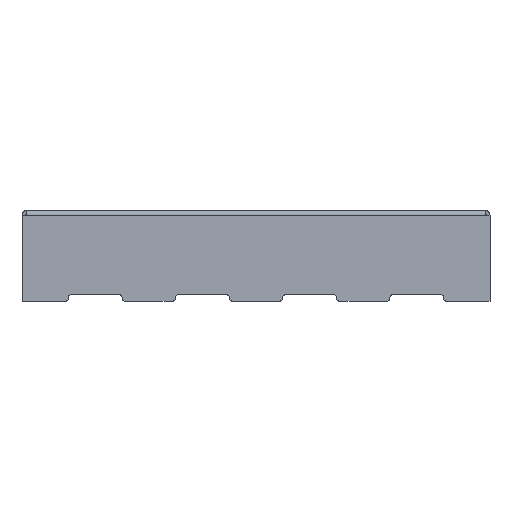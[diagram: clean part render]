
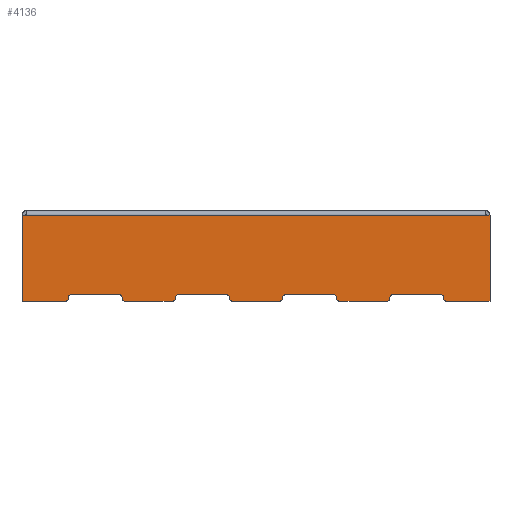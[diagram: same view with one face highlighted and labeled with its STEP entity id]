
A CAD part, left-side view. The second image highlights one B-rep face of the part: STEP entity #4136.
In plain terms, the highlighted planar face has unit normal (-1, 0, 0).
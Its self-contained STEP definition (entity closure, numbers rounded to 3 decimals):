
#20=CIRCLE('',#4210,0.2);
#22=CIRCLE('',#4213,0.2);
#24=CIRCLE('',#4216,0.2);
#26=CIRCLE('',#4219,0.2);
#28=CIRCLE('',#4222,0.2);
#30=CIRCLE('',#4225,0.2);
#32=CIRCLE('',#4228,0.2);
#34=CIRCLE('',#4231,0.2);
#36=CIRCLE('',#4234,0.2);
#38=CIRCLE('',#4237,0.2);
#40=CIRCLE('',#4240,0.2);
#42=CIRCLE('',#4243,0.2);
#44=CIRCLE('',#4246,0.2);
#46=CIRCLE('',#4249,0.2);
#48=CIRCLE('',#4252,0.2);
#50=CIRCLE('',#4255,0.2);
#1311=ORIENTED_EDGE('',*,*,#2040,.T.);
#1312=ORIENTED_EDGE('',*,*,#1656,.F.);
#1313=ORIENTED_EDGE('',*,*,#1661,.T.);
#1314=ORIENTED_EDGE('',*,*,#1835,.F.);
#1315=ORIENTED_EDGE('',*,*,#1649,.T.);
#1316=ORIENTED_EDGE('',*,*,#1654,.F.);
#1317=ORIENTED_EDGE('',*,*,#2045,.T.);
#1318=ORIENTED_EDGE('',*,*,#1642,.F.);
#1319=ORIENTED_EDGE('',*,*,#1647,.T.);
#1320=ORIENTED_EDGE('',*,*,#1831,.F.);
#1321=ORIENTED_EDGE('',*,*,#1639,.T.);
#1322=ORIENTED_EDGE('',*,*,#1635,.F.);
#1323=ORIENTED_EDGE('',*,*,#2046,.T.);
#1324=ORIENTED_EDGE('',*,*,#1628,.F.);
#1325=ORIENTED_EDGE('',*,*,#1633,.T.);
#1326=ORIENTED_EDGE('',*,*,#1839,.T.);
#1327=ORIENTED_EDGE('',*,*,#1621,.T.);
#1328=ORIENTED_EDGE('',*,*,#1626,.F.);
#1329=ORIENTED_EDGE('',*,*,#2035,.T.);
#1330=ORIENTED_EDGE('',*,*,#1614,.F.);
#1331=ORIENTED_EDGE('',*,*,#1619,.T.);
#1332=ORIENTED_EDGE('',*,*,#1843,.T.);
#1333=ORIENTED_EDGE('',*,*,#1607,.T.);
#1334=ORIENTED_EDGE('',*,*,#1612,.F.);
#1335=ORIENTED_EDGE('',*,*,#2031,.T.);
#1336=ORIENTED_EDGE('',*,*,#1935,.T.);
#1337=ORIENTED_EDGE('',*,*,#1941,.T.);
#1338=ORIENTED_EDGE('',*,*,#2002,.F.);
#1339=ORIENTED_EDGE('',*,*,#1942,.T.);
#1340=ORIENTED_EDGE('',*,*,#1946,.T.);
#1607=EDGE_CURVE('',#2126,#2127,#20,.T.);
#1612=EDGE_CURVE('',#2130,#2127,#22,.T.);
#1614=EDGE_CURVE('',#2132,#2133,#24,.T.);
#1619=EDGE_CURVE('',#2132,#2136,#26,.T.);
#1621=EDGE_CURVE('',#2138,#2139,#28,.T.);
#1626=EDGE_CURVE('',#2142,#2139,#30,.T.);
#1628=EDGE_CURVE('',#2144,#2145,#32,.T.);
#1633=EDGE_CURVE('',#2144,#2148,#34,.T.);
#1635=EDGE_CURVE('',#2150,#2151,#36,.T.);
#1639=EDGE_CURVE('',#2154,#2151,#38,.T.);
#1642=EDGE_CURVE('',#2156,#2157,#40,.T.);
#1647=EDGE_CURVE('',#2156,#2160,#42,.T.);
#1649=EDGE_CURVE('',#2162,#2163,#44,.T.);
#1654=EDGE_CURVE('',#2166,#2163,#46,.T.);
#1656=EDGE_CURVE('',#2168,#2169,#48,.T.);
#1661=EDGE_CURVE('',#2168,#2172,#50,.T.);
#1831=EDGE_CURVE('',#2154,#2160,#2659,.T.);
#1835=EDGE_CURVE('',#2162,#2172,#2663,.T.);
#1839=EDGE_CURVE('',#2148,#2138,#2667,.T.);
#1843=EDGE_CURVE('',#2136,#2126,#2671,.T.);
#1935=EDGE_CURVE('',#2390,#2391,#2691,.T.);
#1941=EDGE_CURVE('',#2391,#2395,#2697,.T.);
#1942=EDGE_CURVE('',#2396,#2397,#2698,.T.);
#1946=EDGE_CURVE('',#2397,#2400,#2702,.T.);
#2002=EDGE_CURVE('',#2396,#2395,#2746,.T.);
#2031=EDGE_CURVE('',#2130,#2390,#2771,.T.);
#2035=EDGE_CURVE('',#2142,#2133,#2775,.T.);
#2040=EDGE_CURVE('',#2400,#2169,#2780,.T.);
#2045=EDGE_CURVE('',#2166,#2157,#2785,.T.);
#2046=EDGE_CURVE('',#2150,#2145,#2786,.T.);
#2126=VERTEX_POINT('',#6081);
#2127=VERTEX_POINT('',#6082);
#2130=VERTEX_POINT('',#6090);
#2132=VERTEX_POINT('',#6096);
#2133=VERTEX_POINT('',#6097);
#2136=VERTEX_POINT('',#6105);
#2138=VERTEX_POINT('',#6111);
#2139=VERTEX_POINT('',#6112);
#2142=VERTEX_POINT('',#6120);
#2144=VERTEX_POINT('',#6126);
#2145=VERTEX_POINT('',#6127);
#2148=VERTEX_POINT('',#6135);
#2150=VERTEX_POINT('',#6141);
#2151=VERTEX_POINT('',#6142);
#2154=VERTEX_POINT('',#6150);
#2156=VERTEX_POINT('',#6156);
#2157=VERTEX_POINT('',#6157);
#2160=VERTEX_POINT('',#6165);
#2162=VERTEX_POINT('',#6171);
#2163=VERTEX_POINT('',#6172);
#2166=VERTEX_POINT('',#6180);
#2168=VERTEX_POINT('',#6186);
#2169=VERTEX_POINT('',#6187);
#2172=VERTEX_POINT('',#6195);
#2390=VERTEX_POINT('',#6789);
#2391=VERTEX_POINT('',#6790);
#2395=VERTEX_POINT('',#6800);
#2396=VERTEX_POINT('',#6804);
#2397=VERTEX_POINT('',#6805);
#2400=VERTEX_POINT('',#6813);
#2659=LINE('',#6560,#3012);
#2663=LINE('',#6566,#3016);
#2667=LINE('',#6572,#3020);
#2671=LINE('',#6578,#3024);
#2691=LINE('',#6788,#3044);
#2697=LINE('',#6801,#3050);
#2698=LINE('',#6803,#3051);
#2702=LINE('',#6812,#3055);
#2746=LINE('',#6920,#3099);
#2771=LINE('',#6971,#3124);
#2775=LINE('',#6977,#3128);
#2780=LINE('',#6984,#3133);
#2785=LINE('',#6992,#3138);
#2786=LINE('',#6993,#3139);
#3012=VECTOR('',#5308,1000.);
#3016=VECTOR('',#5316,1000.);
#3020=VECTOR('',#5324,1000.);
#3024=VECTOR('',#5332,1000.);
#3044=VECTOR('',#5588,1000.);
#3050=VECTOR('',#5596,1000.);
#3051=VECTOR('',#5599,1000.);
#3055=VECTOR('',#5605,1000.);
#3099=VECTOR('',#5701,1000.);
#3124=VECTOR('',#5778,1000.);
#3128=VECTOR('',#5786,1000.);
#3133=VECTOR('',#5795,1000.);
#3138=VECTOR('',#5806,1000.);
#3139=VECTOR('',#5807,1000.);
#3430=EDGE_LOOP('',(#1311,#1312,#1313,#1314,#1315,#1316,#1317,#1318,#1319,
#1320,#1321,#1322,#1323,#1324,#1325,#1326,#1327,#1328,#1329,#1330,#1331,
#1332,#1333,#1334,#1335,#1336,#1337,#1338,#1339,#1340));
#3762=FACE_BOUND('',#3430,.T.);
#3914=PLANE('',#4587);
#4136=ADVANCED_FACE('',(#3762),#3914,.F.);
#4210=AXIS2_PLACEMENT_3D('',#6080,#4828,#4829);
#4213=AXIS2_PLACEMENT_3D('',#6092,#4837,#4838);
#4216=AXIS2_PLACEMENT_3D('',#6095,#4843,#4844);
#4219=AXIS2_PLACEMENT_3D('',#6107,#4852,#4853);
#4222=AXIS2_PLACEMENT_3D('',#6110,#4858,#4859);
#4225=AXIS2_PLACEMENT_3D('',#6122,#4867,#4868);
#4228=AXIS2_PLACEMENT_3D('',#6125,#4873,#4874);
#4231=AXIS2_PLACEMENT_3D('',#6137,#4882,#4883);
#4234=AXIS2_PLACEMENT_3D('',#6140,#4888,#4889);
#4237=AXIS2_PLACEMENT_3D('',#6149,#4896,#4897);
#4240=AXIS2_PLACEMENT_3D('',#6155,#4903,#4904);
#4243=AXIS2_PLACEMENT_3D('',#6167,#4912,#4913);
#4246=AXIS2_PLACEMENT_3D('',#6170,#4918,#4919);
#4249=AXIS2_PLACEMENT_3D('',#6182,#4927,#4928);
#4252=AXIS2_PLACEMENT_3D('',#6185,#4933,#4934);
#4255=AXIS2_PLACEMENT_3D('',#6197,#4942,#4943);
#4587=AXIS2_PLACEMENT_3D('',#6991,#5804,#5805);
#4828=DIRECTION('',(1.,0.,0.));
#4829=DIRECTION('',(0.,0.,-1.));
#4837=DIRECTION('',(1.,0.,0.));
#4838=DIRECTION('',(0.,0.,-1.));
#4843=DIRECTION('',(1.,0.,0.));
#4844=DIRECTION('',(0.,0.,-1.));
#4852=DIRECTION('',(1.,0.,0.));
#4853=DIRECTION('',(0.,0.,-1.));
#4858=DIRECTION('',(1.,0.,0.));
#4859=DIRECTION('',(0.,0.,-1.));
#4867=DIRECTION('',(1.,0.,0.));
#4868=DIRECTION('',(0.,0.,-1.));
#4873=DIRECTION('',(1.,0.,0.));
#4874=DIRECTION('',(0.,0.,-1.));
#4882=DIRECTION('',(1.,0.,0.));
#4883=DIRECTION('',(0.,0.,-1.));
#4888=DIRECTION('',(1.,0.,0.));
#4889=DIRECTION('',(0.,0.,-1.));
#4896=DIRECTION('',(1.,0.,0.));
#4897=DIRECTION('',(0.,0.,-1.));
#4903=DIRECTION('',(1.,0.,0.));
#4904=DIRECTION('',(0.,0.,-1.));
#4912=DIRECTION('',(1.,0.,0.));
#4913=DIRECTION('',(0.,0.,-1.));
#4918=DIRECTION('',(1.,0.,0.));
#4919=DIRECTION('',(0.,0.,-1.));
#4927=DIRECTION('',(1.,0.,0.));
#4928=DIRECTION('',(0.,0.,-1.));
#4933=DIRECTION('',(1.,0.,0.));
#4934=DIRECTION('',(0.,0.,-1.));
#4942=DIRECTION('',(1.,0.,0.));
#4943=DIRECTION('',(0.,0.,-1.));
#5308=DIRECTION('',(0.,1.,0.));
#5316=DIRECTION('',(0.,1.,0.));
#5324=DIRECTION('',(0.,-1.,0.));
#5332=DIRECTION('',(0.,-1.,0.));
#5588=DIRECTION('',(0.,0.,1.));
#5596=DIRECTION('',(0.,1.,0.));
#5599=DIRECTION('',(0.,1.,0.));
#5605=DIRECTION('',(0.,0.,-1.));
#5701=DIRECTION('',(0.,-1.,0.));
#5778=DIRECTION('',(0.,-1.,0.));
#5786=DIRECTION('',(0.,-1.,0.));
#5795=DIRECTION('',(0.,-1.,0.));
#5804=DIRECTION('',(1.,0.,0.));
#5805=DIRECTION('',(0.,0.,-1.));
#5806=DIRECTION('',(0.,-1.,0.));
#5807=DIRECTION('',(0.,-1.,0.));
#6080=CARTESIAN_POINT('',(-13.105,-10.3,0.2));
#6081=CARTESIAN_POINT('',(-13.105,-10.3,0.4));
#6082=CARTESIAN_POINT('',(-13.105,-10.5,0.2));
#6090=CARTESIAN_POINT('',(-13.105,-10.7,0.));
#6092=CARTESIAN_POINT('',(-13.105,-10.7,0.2));
#6095=CARTESIAN_POINT('',(-13.105,-7.3,0.2));
#6096=CARTESIAN_POINT('',(-13.105,-7.5,0.2));
#6097=CARTESIAN_POINT('',(-13.105,-7.3,0.));
#6105=CARTESIAN_POINT('',(-13.105,-7.7,0.4));
#6107=CARTESIAN_POINT('',(-13.105,-7.7,0.2));
#6110=CARTESIAN_POINT('',(-13.105,-4.3,0.2));
#6111=CARTESIAN_POINT('',(-13.105,-4.3,0.4));
#6112=CARTESIAN_POINT('',(-13.105,-4.5,0.2));
#6120=CARTESIAN_POINT('',(-13.105,-4.7,0.));
#6122=CARTESIAN_POINT('',(-13.105,-4.7,0.2));
#6125=CARTESIAN_POINT('',(-13.105,-1.3,0.2));
#6126=CARTESIAN_POINT('',(-13.105,-1.5,0.2));
#6127=CARTESIAN_POINT('',(-13.105,-1.3,0.));
#6135=CARTESIAN_POINT('',(-13.105,-1.7,0.4));
#6137=CARTESIAN_POINT('',(-13.105,-1.7,0.2));
#6140=CARTESIAN_POINT('',(-13.105,1.3,0.2));
#6141=CARTESIAN_POINT('',(-13.105,1.3,0.));
#6142=CARTESIAN_POINT('',(-13.105,1.5,0.2));
#6149=CARTESIAN_POINT('',(-13.105,1.7,0.2));
#6150=CARTESIAN_POINT('',(-13.105,1.7,0.4));
#6155=CARTESIAN_POINT('',(-13.105,4.7,0.2));
#6156=CARTESIAN_POINT('',(-13.105,4.5,0.2));
#6157=CARTESIAN_POINT('',(-13.105,4.7,0.));
#6165=CARTESIAN_POINT('',(-13.105,4.3,0.4));
#6167=CARTESIAN_POINT('',(-13.105,4.3,0.2));
#6170=CARTESIAN_POINT('',(-13.105,7.7,0.2));
#6171=CARTESIAN_POINT('',(-13.105,7.7,0.4));
#6172=CARTESIAN_POINT('',(-13.105,7.5,0.2));
#6180=CARTESIAN_POINT('',(-13.105,7.3,0.));
#6182=CARTESIAN_POINT('',(-13.105,7.3,0.2));
#6185=CARTESIAN_POINT('',(-13.105,10.7,0.2));
#6186=CARTESIAN_POINT('',(-13.105,10.5,0.2));
#6187=CARTESIAN_POINT('',(-13.105,10.7,0.));
#6195=CARTESIAN_POINT('',(-13.105,10.3,0.4));
#6197=CARTESIAN_POINT('',(-13.105,10.3,0.2));
#6560=CARTESIAN_POINT('',(-13.105,12.855,0.4));
#6566=CARTESIAN_POINT('',(-13.105,12.855,0.4));
#6572=CARTESIAN_POINT('',(-13.105,12.855,0.4));
#6578=CARTESIAN_POINT('',(-13.105,12.855,0.4));
#6788=CARTESIAN_POINT('',(-13.105,-13.105,0.));
#6789=CARTESIAN_POINT('',(-13.105,-13.105,0.));
#6790=CARTESIAN_POINT('',(-13.105,-13.105,4.83));
#6800=CARTESIAN_POINT('',(-13.105,-12.855,4.83));
#6801=CARTESIAN_POINT('',(-13.105,-13.105,4.83));
#6803=CARTESIAN_POINT('',(-13.105,-13.105,4.83));
#6804=CARTESIAN_POINT('',(-13.105,12.855,4.83));
#6805=CARTESIAN_POINT('',(-13.105,13.105,4.83));
#6812=CARTESIAN_POINT('',(-13.105,13.105,4.83));
#6813=CARTESIAN_POINT('',(-13.105,13.105,0.));
#6920=CARTESIAN_POINT('',(-13.105,12.855,4.83));
#6971=CARTESIAN_POINT('',(-13.105,12.855,0.));
#6977=CARTESIAN_POINT('',(-13.105,12.855,0.));
#6984=CARTESIAN_POINT('',(-13.105,12.855,0.));
#6991=CARTESIAN_POINT('',(-13.105,12.855,0.));
#6992=CARTESIAN_POINT('',(-13.105,12.855,0.));
#6993=CARTESIAN_POINT('',(-13.105,12.855,0.));
